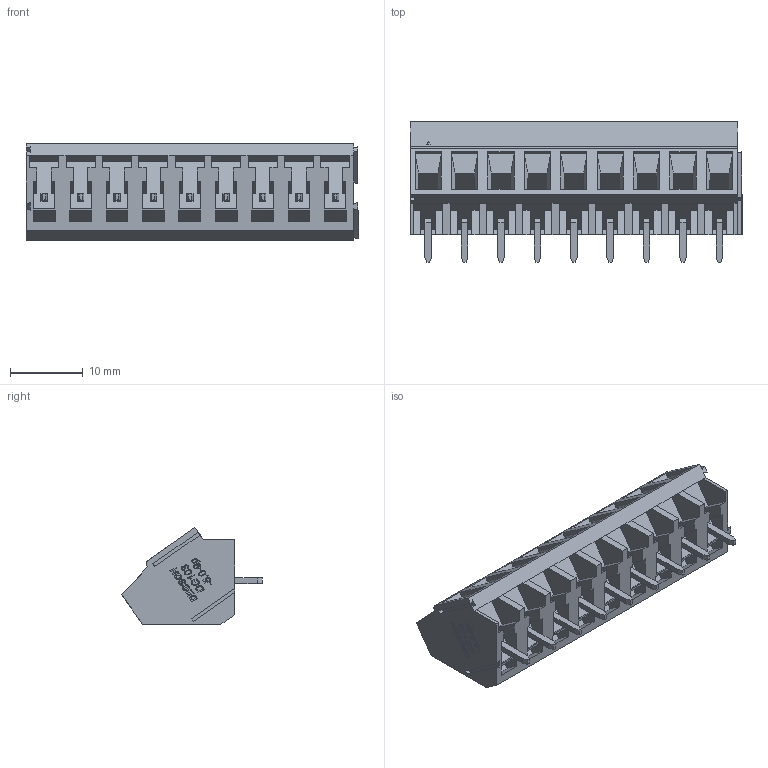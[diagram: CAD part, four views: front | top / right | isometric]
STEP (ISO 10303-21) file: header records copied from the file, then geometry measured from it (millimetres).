
FILE_DESCRIPTION (( 'STEP AP214' ), '1' );
FILE_NAME ('DG103-5.0-09P-14-00AH.STEP', '2021-01-09T22:13:21', ( '' ), ( '' ), 'SwSTEP 2.0', 'SolidWorks 2020', '' );
FILE_SCHEMA (( 'AUTOMOTIVE_DESIGN' ));
Length unit declared in the file: millimetre
Products named in the file (1): DG103-5.0-09P-14-00AH
Bounding box: 45.6 x 19.3 x 13.3 mm (x, y, z)
Volume: 4897.3 mm3; surface area: 5292.1 mm2
Topology: 1 solids, 1 shells, 929 faces, 2424 edges, 1577 vertices
Faces by surface type: plane 641, bspline 188, cylinder 55, torus 45
Entity records: 43304 total; most frequent: CARTESIAN_POINT 15651, ORIENTED_EDGE 4848, DIRECTION 3768, EDGE_CURVE 2424, LINE 1776, VECTOR 1776, VERTEX_POINT 1577, EDGE_LOOP 1009
